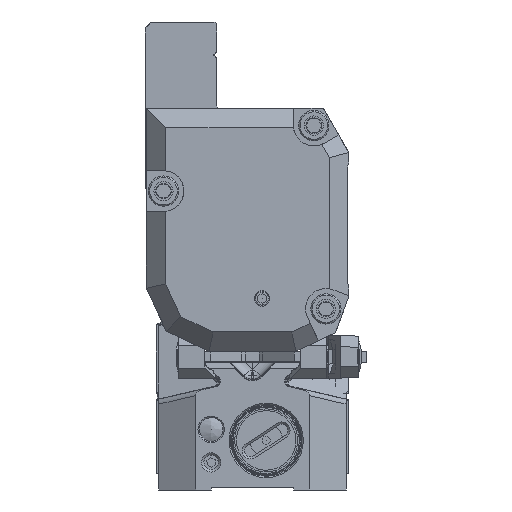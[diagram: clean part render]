
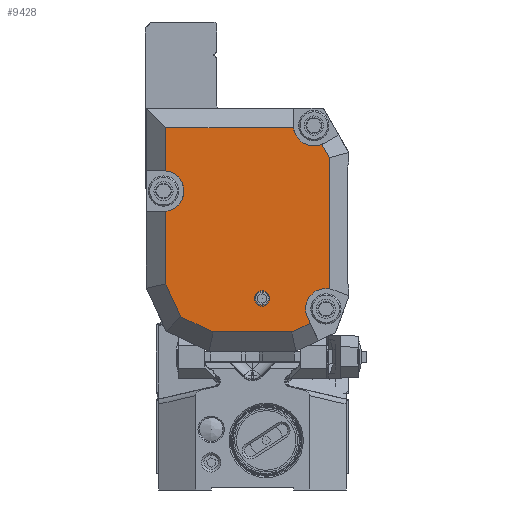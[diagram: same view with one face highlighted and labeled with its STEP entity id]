
A CAD part, front view. The second image highlights one B-rep face of the part: STEP entity #9428.
In plain terms, the highlighted planar face has unit normal (0, -1, 0).
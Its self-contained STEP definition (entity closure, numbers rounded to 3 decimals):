
#6174=FACE_BOUND('',#17862,.T.);
#6175=FACE_BOUND('',#17863,.T.);
#9428=ADVANCED_FACE('',(#6174,#6175),#11295,.F.);
#11295=PLANE('',#66444);
#17862=EDGE_LOOP('',(#34825,#34826,#34827,#34828,#34829,#34830,#34831,#34832,
#34833,#34834,#34835,#34836,#34837));
#17863=EDGE_LOOP('',(#34838));
#34825=ORIENTED_EDGE('',*,*,#49160,.T.);
#34826=ORIENTED_EDGE('',*,*,#49161,.T.);
#34827=ORIENTED_EDGE('',*,*,#49162,.T.);
#34828=ORIENTED_EDGE('',*,*,#49163,.T.);
#34829=ORIENTED_EDGE('',*,*,#49164,.T.);
#34830=ORIENTED_EDGE('',*,*,#49165,.T.);
#34831=ORIENTED_EDGE('',*,*,#49166,.T.);
#34832=ORIENTED_EDGE('',*,*,#49167,.T.);
#34833=ORIENTED_EDGE('',*,*,#49168,.T.);
#34834=ORIENTED_EDGE('',*,*,#49169,.T.);
#34835=ORIENTED_EDGE('',*,*,#49170,.T.);
#34836=ORIENTED_EDGE('',*,*,#49171,.T.);
#34837=ORIENTED_EDGE('',*,*,#49172,.T.);
#34838=ORIENTED_EDGE('',*,*,#49173,.T.);
#40632=VERTEX_POINT('',#112761);
#40633=VERTEX_POINT('',#112762);
#40634=VERTEX_POINT('',#112764);
#40635=VERTEX_POINT('',#112766);
#40636=VERTEX_POINT('',#112768);
#40637=VERTEX_POINT('',#112770);
#40638=VERTEX_POINT('',#112772);
#40639=VERTEX_POINT('',#112774);
#40640=VERTEX_POINT('',#112776);
#40641=VERTEX_POINT('',#112778);
#40642=VERTEX_POINT('',#112780);
#40643=VERTEX_POINT('',#112782);
#40644=VERTEX_POINT('',#112784);
#40645=VERTEX_POINT('',#112787);
#49160=EDGE_CURVE('',#40632,#40633,#61317,.T.);
#49161=EDGE_CURVE('',#40633,#40634,#54246,.T.);
#49162=EDGE_CURVE('',#40634,#40635,#54247,.T.);
#49163=EDGE_CURVE('',#40635,#40636,#61318,.T.);
#49164=EDGE_CURVE('',#40636,#40637,#54248,.T.);
#49165=EDGE_CURVE('',#40637,#40638,#54249,.T.);
#49166=EDGE_CURVE('',#40638,#40639,#61319,.T.);
#49167=EDGE_CURVE('',#40639,#40640,#54250,.T.);
#49168=EDGE_CURVE('',#40640,#40641,#54251,.T.);
#49169=EDGE_CURVE('',#40641,#40642,#54252,.T.);
#49170=EDGE_CURVE('',#40642,#40643,#54253,.T.);
#49171=EDGE_CURVE('',#40643,#40644,#54254,.T.);
#49172=EDGE_CURVE('',#40644,#40632,#54255,.T.);
#49173=EDGE_CURVE('',#40645,#40645,#61320,.T.);
#54246=LINE('',#112763,#59401);
#54247=LINE('',#112765,#59402);
#54248=LINE('',#112769,#59403);
#54249=LINE('',#112771,#59404);
#54250=LINE('',#112775,#59405);
#54251=LINE('',#112777,#59406);
#54252=LINE('',#112779,#59407);
#54253=LINE('',#112781,#59408);
#54254=LINE('',#112783,#59409);
#54255=LINE('',#112785,#59410);
#59401=VECTOR('',#81789,1.);
#59402=VECTOR('',#81790,1.);
#59403=VECTOR('',#81793,1.);
#59404=VECTOR('',#81794,1.);
#59405=VECTOR('',#81797,1.);
#59406=VECTOR('',#81798,1.);
#59407=VECTOR('',#81799,1.);
#59408=VECTOR('',#81800,1.);
#59409=VECTOR('',#81801,1.);
#59410=VECTOR('',#81802,1.);
#61317=CIRCLE('',#66440,3.7);
#61318=CIRCLE('',#66441,3.7);
#61319=CIRCLE('',#66442,3.7);
#61320=CIRCLE('',#66443,1.3);
#66440=AXIS2_PLACEMENT_3D('',#112760,#81787,#81788);
#66441=AXIS2_PLACEMENT_3D('',#112767,#81791,#81792);
#66442=AXIS2_PLACEMENT_3D('',#112773,#81795,#81796);
#66443=AXIS2_PLACEMENT_3D('',#112786,#81803,#81804);
#66444=AXIS2_PLACEMENT_3D('',#112788,#81805,#81806);
#81787=DIRECTION('',(0.,1.,0.));
#81788=DIRECTION('',(-1.,0.,0.));
#81789=DIRECTION('',(0.,0.,1.));
#81790=DIRECTION('',(-0.5,0.,0.866));
#81791=DIRECTION('',(0.,1.,0.));
#81792=DIRECTION('',(-1.,0.,0.));
#81793=DIRECTION('',(-1.,0.,0.));
#81794=DIRECTION('',(0.,0.,-1.));
#81795=DIRECTION('',(0.,1.,0.));
#81796=DIRECTION('',(-1.,0.,0.));
#81797=DIRECTION('',(0.,0.,-1.));
#81798=DIRECTION('',(0.419,0.,-0.908));
#81799=DIRECTION('',(0.905,0.,-0.426));
#81800=DIRECTION('',(1.,0.,0.));
#81801=DIRECTION('',(0.905,0.,0.426));
#81802=DIRECTION('',(-0.426,0.,0.905));
#81803=DIRECTION('',(0.,1.,0.));
#81804=DIRECTION('',(0.,0.,1.));
#81805=DIRECTION('',(0.,1.,0.));
#81806=DIRECTION('',(0.,0.,1.));
#112760=CARTESIAN_POINT('',(32.85,-8.,-52.11));
#112761=CARTESIAN_POINT('',(29.503,-8.,-53.687));
#112762=CARTESIAN_POINT('',(33.5,-8.,-48.468));
#112763=CARTESIAN_POINT('',(33.5,-8.,-46.706));
#112764=CARTESIAN_POINT('',(33.5,-8.,-24.648));
#112765=CARTESIAN_POINT('',(44.864,-8.,-44.331));
#112766=CARTESIAN_POINT('',(32.096,-8.,-22.216));
#112767=CARTESIAN_POINT('',(30.65,-8.,-18.81));
#112768=CARTESIAN_POINT('',(26.972,-8.,-19.21));
#112769=CARTESIAN_POINT('',(40.75,-8.,-19.21));
#112770=CARTESIAN_POINT('',(3.75,-8.,-19.21));
#112771=CARTESIAN_POINT('',(3.75,-8.,-46.706));
#112772=CARTESIAN_POINT('',(3.75,-8.,-27.032));
#112773=CARTESIAN_POINT('',(3.35,-8.,-30.71));
#112774=CARTESIAN_POINT('',(3.75,-8.,-34.388));
#112775=CARTESIAN_POINT('',(3.75,-8.,-46.706));
#112776=CARTESIAN_POINT('',(3.75,-8.,-47.584));
#112777=CARTESIAN_POINT('',(9.912,-8.,-60.937));
#112778=CARTESIAN_POINT('',(6.493,-8.,-53.528));
#112779=CARTESIAN_POINT('',(31.901,-8.,-65.495));
#112780=CARTESIAN_POINT('',(12.378,-8.,-56.3));
#112781=CARTESIAN_POINT('',(40.75,-8.,-56.3));
#112782=CARTESIAN_POINT('',(26.622,-8.,-56.3));
#112783=CARTESIAN_POINT('',(41.883,-8.,-49.112));
#112784=CARTESIAN_POINT('',(29.987,-8.,-54.715));
#112785=CARTESIAN_POINT('',(31.478,-8.,-57.881));
#112786=CARTESIAN_POINT('',(21.25,-8.,-50.21));
#112787=CARTESIAN_POINT('',(21.25,-8.,-48.91));
#112788=CARTESIAN_POINT('',(40.75,-8.,-46.706));
